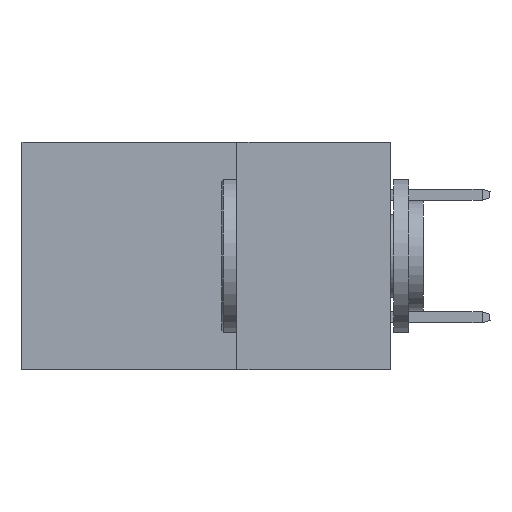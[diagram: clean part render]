
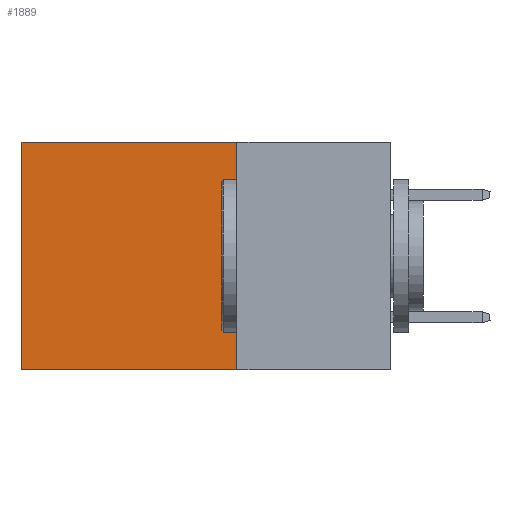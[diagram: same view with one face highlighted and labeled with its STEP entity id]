
A CAD part, left-side view. The second image highlights one B-rep face of the part: STEP entity #1889.
In plain terms, the highlighted planar face has unit normal (-1, 0, 0).
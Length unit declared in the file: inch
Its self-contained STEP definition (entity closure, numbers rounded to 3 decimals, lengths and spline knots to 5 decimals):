
#488 = ORIENTED_EDGE ( 'NONE', *, *, #970, .F. ) ;
#696 = DIRECTION ( 'NONE',  ( 0., 1., 0. ) ) ;
#970 = EDGE_CURVE ( 'NONE', #4371, #42001, #41146, .T. ) ;
#1889 = ADVANCED_FACE ( 'NONE', ( #26998 ), #36871, .F. ) ;
#2200 = VECTOR ( 'NONE', #20523, 39.37008 ) ;
#4371 = VERTEX_POINT ( 'NONE', #41497 ) ;
#5095 = VERTEX_POINT ( 'NONE', #20196 ) ;
#6536 = ORIENTED_EDGE ( 'NONE', *, *, #31928, .T. ) ;
#7355 = CARTESIAN_POINT ( 'NONE',  ( 0.2875, 0.25, -0.37 ) ) ;
#8699 = CARTESIAN_POINT ( 'NONE',  ( 0.2875, 0.25, 0. ) ) ;
#9767 = CARTESIAN_POINT ( 'NONE',  ( 0.2875, 0.25, 0. ) ) ;
#12928 = EDGE_CURVE ( 'NONE', #4371, #16445, #19861, .T. ) ;
#15186 = CARTESIAN_POINT ( 'NONE',  ( 0.2875, 0.25, 0. ) ) ;
#15432 = DIRECTION ( 'NONE',  ( 0., 0., -1. ) ) ;
#16445 = VERTEX_POINT ( 'NONE', #35596 ) ;
#17429 = ORIENTED_EDGE ( 'NONE', *, *, #12928, .T. ) ;
#18737 = VECTOR ( 'NONE', #696, 39.37008 ) ;
#19861 = LINE ( 'NONE', #15186, #18737 ) ;
#20196 = CARTESIAN_POINT ( 'NONE',  ( 0.2875, 0.6, -0.37 ) ) ;
#20523 = DIRECTION ( 'NONE',  ( 0., 0., -1. ) ) ;
#22422 = CARTESIAN_POINT ( 'NONE',  ( 0.2875, 0.6, 0. ) ) ;
#23323 = DIRECTION ( 'NONE',  ( 0., 0., -1. ) ) ;
#24204 = VECTOR ( 'NONE', #15432, 39.37008 ) ;
#25877 = CARTESIAN_POINT ( 'NONE',  ( 0.2875, 0.25, -0.37 ) ) ;
#26998 = FACE_OUTER_BOUND ( 'NONE', #41655, .T. ) ;
#27075 = DIRECTION ( 'NONE',  ( 1., 0., 0. ) ) ;
#27149 = VECTOR ( 'NONE', #36465, 39.37008 ) ;
#27402 = ORIENTED_EDGE ( 'NONE', *, *, #28780, .F. ) ;
#28780 = EDGE_CURVE ( 'NONE', #42001, #5095, #36600, .T. ) ;
#31425 = LINE ( 'NONE', #22422, #24204 ) ;
#31928 = EDGE_CURVE ( 'NONE', #16445, #5095, #31425, .T. ) ;
#35596 = CARTESIAN_POINT ( 'NONE',  ( 0.2875, 0.6, 0. ) ) ;
#36465 = DIRECTION ( 'NONE',  ( 0., 1., 0. ) ) ;
#36600 = LINE ( 'NONE', #25877, #27149 ) ;
#36871 = PLANE ( 'NONE',  #42608 ) ;
#41146 = LINE ( 'NONE', #9767, #2200 ) ;
#41497 = CARTESIAN_POINT ( 'NONE',  ( 0.2875, 0.25, 0. ) ) ;
#41655 = EDGE_LOOP ( 'NONE', ( #6536, #27402, #488, #17429 ) ) ;
#42001 = VERTEX_POINT ( 'NONE', #7355 ) ;
#42608 = AXIS2_PLACEMENT_3D ( 'NONE', #8699, #27075, #23323 ) ;
